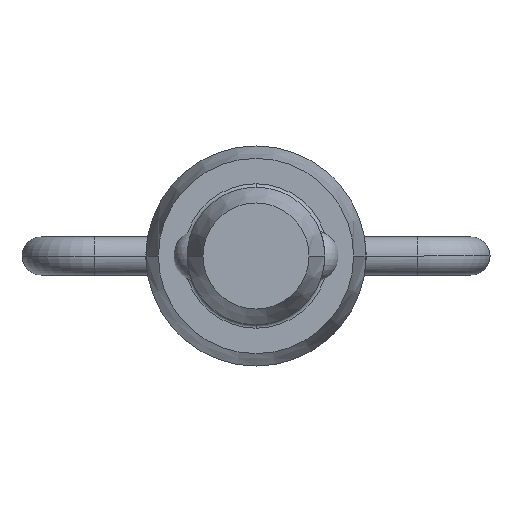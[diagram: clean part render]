
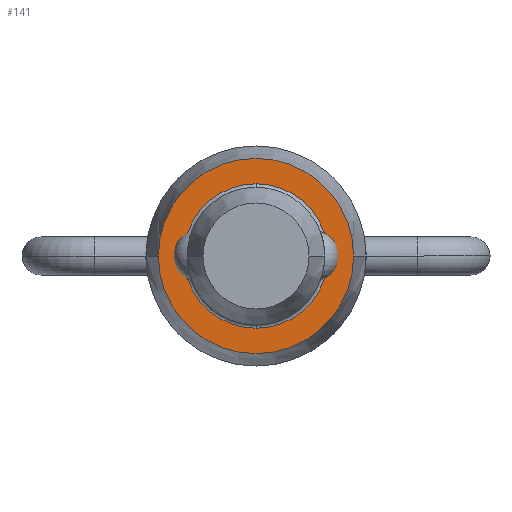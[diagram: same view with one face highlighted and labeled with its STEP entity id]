
A CAD part, front view. The second image highlights one B-rep face of the part: STEP entity #141.
In plain terms, the highlighted planar face has unit normal (0, -1, 0).
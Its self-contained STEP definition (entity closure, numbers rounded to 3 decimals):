
#141=ADVANCED_FACE('',(#280,#281),#282,.T.);
#280=FACE_OUTER_BOUND('',#413,.T.);
#281=FACE_BOUND('',#414,.T.);
#282=PLANE('',#415);
#413=EDGE_LOOP('',(#763,#764));
#414=EDGE_LOOP('',(#765,#766,#767));
#415=AXIS2_PLACEMENT_3D('',#768,#769,#770);
#763=ORIENTED_EDGE('',*,*,#892,.T.);
#764=ORIENTED_EDGE('',*,*,#802,.T.);
#765=ORIENTED_EDGE('',*,*,#902,.T.);
#766=ORIENTED_EDGE('',*,*,#912,.T.);
#767=ORIENTED_EDGE('',*,*,#903,.T.);
#768=CARTESIAN_POINT('',(-5.259,0.0,0.0));
#769=DIRECTION('',(0.,-1.0,0.0));
#770=DIRECTION('',(1.0,0.,0.0));
#802=EDGE_CURVE('',#955,#952,#956,.T.);
#892=EDGE_CURVE('',#952,#955,#1092,.T.);
#902=EDGE_CURVE('',#1103,#1101,#1104,.T.);
#903=EDGE_CURVE('',#1105,#1103,#1106,.T.);
#912=EDGE_CURVE('',#1101,#1105,#1117,.T.);
#952=VERTEX_POINT('',#1159);
#955=VERTEX_POINT('',#1163);
#956=CIRCLE('',#1164,5.632);
#1092=CIRCLE('',#1491,5.632);
#1101=VERTEX_POINT('',#1502);
#1103=VERTEX_POINT('',#1504);
#1104=CIRCLE('',#1505,4.169);
#1105=VERTEX_POINT('',#1506);
#1106=CIRCLE('',#1507,4.169);
#1117=CIRCLE('',#1520,4.169);
#1159=CARTESIAN_POINT('',(-5.632,0.0,0.0));
#1163=CARTESIAN_POINT('',(5.632,0.,0.));
#1164=AXIS2_PLACEMENT_3D('',#1565,#1566,#1567);
#1491=AXIS2_PLACEMENT_3D('',#1704,#1705,#1706);
#1502=CARTESIAN_POINT('',(0.,0.,4.169));
#1504=CARTESIAN_POINT('',(-4.169,0.0,0.0));
#1505=AXIS2_PLACEMENT_3D('',#1718,#1719,#1720);
#1506=CARTESIAN_POINT('',(0.,0.,-4.169));
#1507=AXIS2_PLACEMENT_3D('',#1721,#1722,#1723);
#1520=AXIS2_PLACEMENT_3D('',#1735,#1736,#1737);
#1565=CARTESIAN_POINT('',(0.,0.0,0.));
#1566=DIRECTION('',(0.,-1.0,0.0));
#1567=DIRECTION('',(-1.0,0.,0.0));
#1704=CARTESIAN_POINT('',(0.,0.0,0.));
#1705=DIRECTION('',(0.,-1.0,0.0));
#1706=DIRECTION('',(-1.0,0.,0.0));
#1718=CARTESIAN_POINT('',(0.,0.0,0.0));
#1719=DIRECTION('',(0.,1.0,0.0));
#1720=DIRECTION('',(-1.0,0.,0.0));
#1721=CARTESIAN_POINT('',(0.,0.0,0.0));
#1722=DIRECTION('',(0.,1.0,0.0));
#1723=DIRECTION('',(-1.0,0.,0.0));
#1735=CARTESIAN_POINT('',(0.,0.0,0.0));
#1736=DIRECTION('',(0.,1.0,0.0));
#1737=DIRECTION('',(-1.0,0.,0.0));
